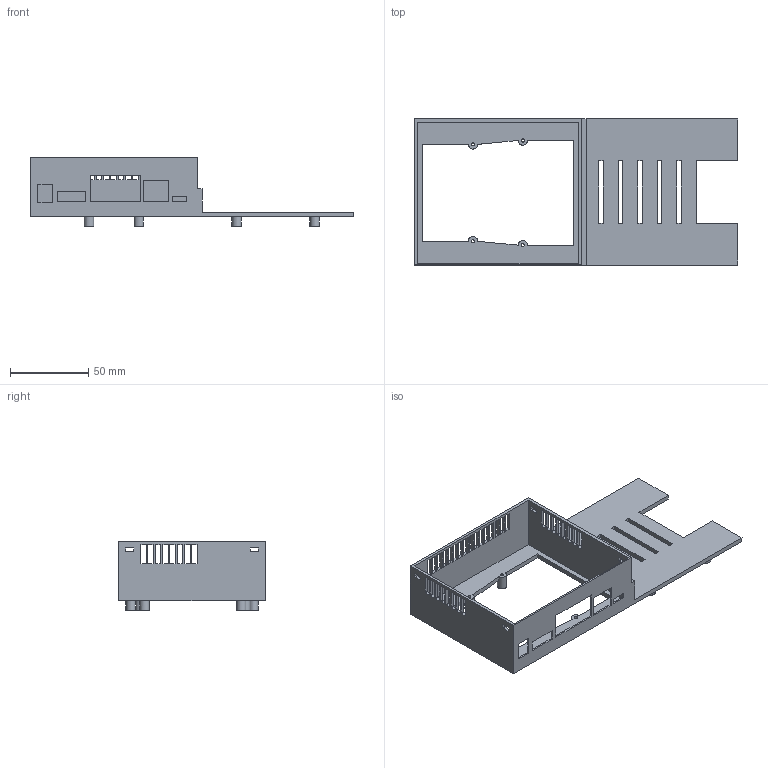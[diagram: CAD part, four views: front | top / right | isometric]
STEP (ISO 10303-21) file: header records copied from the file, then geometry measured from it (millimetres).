
FILE_DESCRIPTION(/* description */ (''),/* implementation_level */ '2;1');
FILE_NAME(/* name */ 'Jetson_case_Bottom.step',/* time_stamp */ '2024-07-16T08:41:03+02:00',/* author */ (''),/* organization */ (''),/* preprocessor_version */ 'ST-DEVELOPER v20',/* originating_system */ 'Autodesk Translation Framework v13.14.0.145',/* authorisation */ '');
FILE_SCHEMA (('AUTOMOTIVE_DESIGN { 1 0 10303 214 3 1 1 }'));
Length unit declared in the file: millimetre
Products named in the file (1): Case
Bounding box: 207 x 93.5 x 43.77 mm (x, y, z)
Volume: 59613.7 mm3; surface area: 53177.8 mm2
Topology: 1 solids, 1 shells, 375 faces, 1101 edges, 733 vertices
Faces by surface type: plane 219, cylinder 156
Full cylindrical faces by diameter (mm): 2 x4, 6 x8
Entity records: 12745 total; most frequent: CARTESIAN_POINT 2210, ORIENTED_EDGE 2202, DIRECTION 2170, EDGE_CURVE 1101, LINE 784, VECTOR 784, VERTEX_POINT 733, AXIS2_PLACEMENT_3D 693
